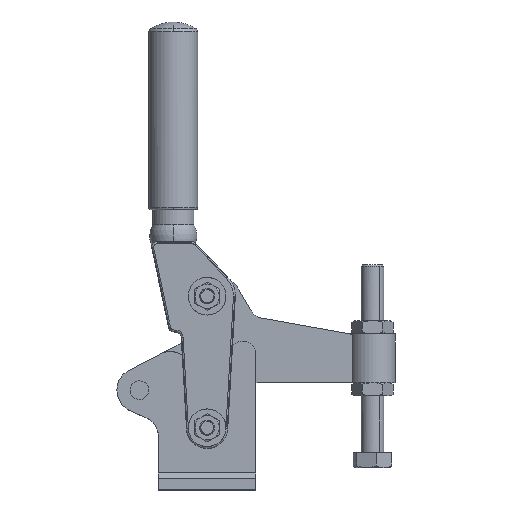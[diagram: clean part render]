
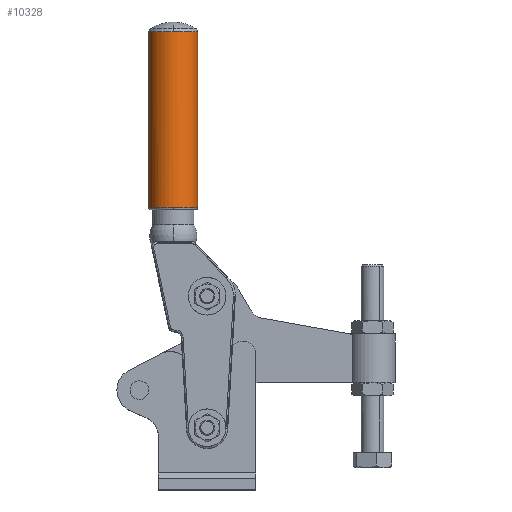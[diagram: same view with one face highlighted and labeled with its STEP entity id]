
A CAD part, top view. The second image highlights one B-rep face of the part: STEP entity #10328.
In plain terms, the highlighted cylindrical face has radius 13 mm (diameter 26 mm), a partial arc.
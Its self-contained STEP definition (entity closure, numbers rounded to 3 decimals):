
#9705=AXIS2_PLACEMENT_3D('Circle Axis2P3D',#9703,#9704,$) ;
#9724=AXIS2_PLACEMENT_3D('Circle Axis2P3D',#9722,#9723,$) ;
#10300=AXIS2_PLACEMENT_3D('Cylinder Axis2P3D',#10297,#10298,#10299) ;
#9686=CARTESIAN_POINT('Vertex',(-106.,151.,13.)) ;
#9700=CARTESIAN_POINT('Vertex',(-93.,151.,0.)) ;
#9703=CARTESIAN_POINT('Axis2P3D Location',(-106.,151.,0.)) ;
#9722=CARTESIAN_POINT('Axis2P3D Location',(-106.,151.,0.)) ;
#9726=CARTESIAN_POINT('Vertex',(-119.,151.,0.)) ;
#10262=CARTESIAN_POINT('Line Origine',(-93.,197.852,0.)) ;
#10266=CARTESIAN_POINT('Vertex',(-93.,244.703,0.)) ;
#10269=CARTESIAN_POINT('Line Origine',(-119.,197.852,0.)) ;
#10273=CARTESIAN_POINT('Vertex',(-119.,244.703,0.)) ;
#10297=CARTESIAN_POINT('Axis2P3D Location',(-106.,197.852,0.)) ;
#10303=CARTESIAN_POINT('Control Point',(-106.,244.703,13.)) ;
#10304=CARTESIAN_POINT('Control Point',(-101.916,244.703,13.)) ;
#10305=CARTESIAN_POINT('Control Point',(-97.828,244.703,11.401)) ;
#10306=CARTESIAN_POINT('Control Point',(-94.599,244.703,8.172)) ;
#10307=CARTESIAN_POINT('Control Point',(-93.,244.703,4.084)) ;
#10308=CARTESIAN_POINT('Control Point',(-93.,244.703,0.)) ;
#10309=CARTESIAN_POINT('Vertex',(-106.,244.703,13.)) ;
#10313=CARTESIAN_POINT('Control Point',(-119.,244.703,0.)) ;
#10314=CARTESIAN_POINT('Control Point',(-119.,244.703,4.084)) ;
#10315=CARTESIAN_POINT('Control Point',(-117.401,244.703,8.172)) ;
#10316=CARTESIAN_POINT('Control Point',(-114.172,244.703,11.401)) ;
#10317=CARTESIAN_POINT('Control Point',(-110.084,244.703,13.)) ;
#10318=CARTESIAN_POINT('Control Point',(-106.,244.703,13.)) ;
#9704=DIRECTION('Axis2P3D Direction',(0.,1.,0.)) ;
#9723=DIRECTION('Axis2P3D Direction',(0.,1.,0.)) ;
#10263=DIRECTION('Vector Direction',(0.,1.,0.)) ;
#10270=DIRECTION('Vector Direction',(0.,1.,0.)) ;
#10298=DIRECTION('Axis2P3D Direction',(0.,1.,0.)) ;
#10299=DIRECTION('Axis2P3D XDirection',(-1.,0.,0.)) ;
#10264=VECTOR('Line Direction',#10263,1.) ;
#10271=VECTOR('Line Direction',#10270,1.) ;
#10321=ORIENTED_EDGE('',*,*,#10275,.F.) ;
#10322=ORIENTED_EDGE('',*,*,#9728,.T.) ;
#10323=ORIENTED_EDGE('',*,*,#9707,.T.) ;
#10324=ORIENTED_EDGE('',*,*,#10268,.F.) ;
#10325=ORIENTED_EDGE('',*,*,#10311,.F.) ;
#10326=ORIENTED_EDGE('',*,*,#10319,.F.) ;
#10328=ADVANCED_FACE('MODULSPANNER_TS_V_HD_1300_SB_357829',(#10327),#10301,.T.) ;
#10302=B_SPLINE_CURVE_WITH_KNOTS('',5,(#10303,#10304,#10305,#10306,#10307,#10308),.UNSPECIFIED.,.F.,.U.,(6,6),(0.,20.42),.UNSPECIFIED.) ;
#10312=B_SPLINE_CURVE_WITH_KNOTS('',5,(#10313,#10314,#10315,#10316,#10317,#10318),.UNSPECIFIED.,.F.,.U.,(6,6),(-20.42,0.),.UNSPECIFIED.) ;
#9706=CIRCLE('generated circle',#9705,13.) ;
#9725=CIRCLE('generated circle',#9724,13.) ;
#10301=CYLINDRICAL_SURFACE('generated cylinder',#10300,13.) ;
#9707=EDGE_CURVE('',#9687,#9701,#9706,.T.) ;
#9728=EDGE_CURVE('',#9727,#9687,#9725,.T.) ;
#10268=EDGE_CURVE('',#10267,#9701,#10265,.F.) ;
#10275=EDGE_CURVE('',#9727,#10274,#10272,.T.) ;
#10311=EDGE_CURVE('',#10310,#10267,#10302,.T.) ;
#10319=EDGE_CURVE('',#10274,#10310,#10312,.T.) ;
#10320=EDGE_LOOP('',(#10321,#10322,#10323,#10324,#10325,#10326)) ;
#10327=FACE_OUTER_BOUND('',#10320,.T.) ;
#10265=LINE('Line',#10262,#10264) ;
#10272=LINE('Line',#10269,#10271) ;
#9687=VERTEX_POINT('',#9686) ;
#9701=VERTEX_POINT('',#9700) ;
#9727=VERTEX_POINT('',#9726) ;
#10267=VERTEX_POINT('',#10266) ;
#10274=VERTEX_POINT('',#10273) ;
#10310=VERTEX_POINT('',#10309) ;
